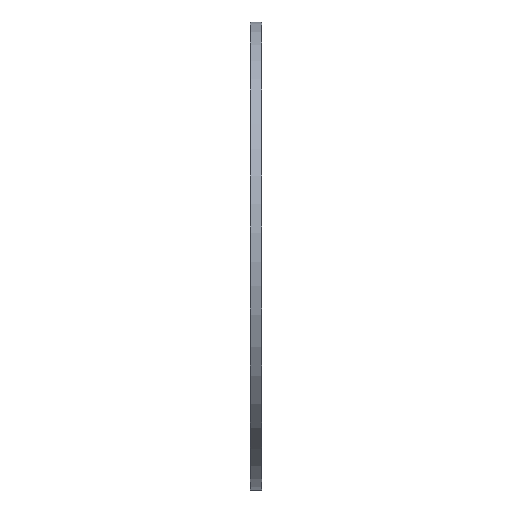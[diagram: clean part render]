
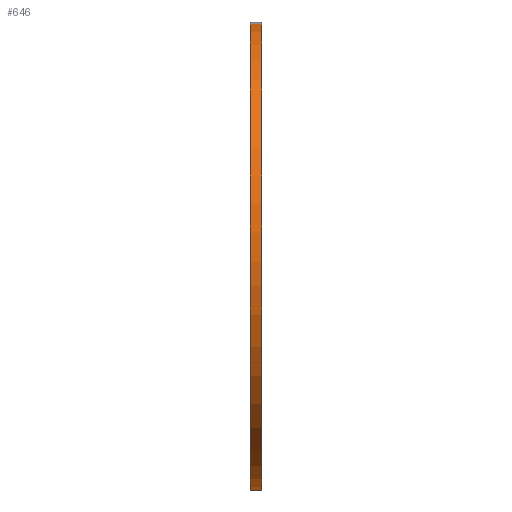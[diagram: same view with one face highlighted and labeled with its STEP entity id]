
A CAD part, top view. The second image highlights one B-rep face of the part: STEP entity #646.
In plain terms, the highlighted free-form (B-spline) face has degree [3, 1] with [16, 2] control points.
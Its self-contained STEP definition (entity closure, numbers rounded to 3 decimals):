
#1 = B_SPLINE_CURVE_WITH_KNOTS ( 'NONE', 3,
 ( #274, #587, #602, #479, #57, #678, #1006, #793, #152, #580, #908, #778, #1107, #260, #1228, #690 ),
 .UNSPECIFIED., .F., .F.,
 ( 4, 1, 1, 1, 1, 1, 1, 1, 1, 1, 1, 1, 1, 4 ),
 ( 0., 0.015, 0.028, 0.043, 0.058, 0.09, 0.11, 0.127, 0.152, 0.195, 0.247, 0.36, 0.475, 0.5 ),
 .UNSPECIFIED. ) ;
#5 = VECTOR ( 'NONE', #985, 1000. ) ;
#54 = EDGE_LOOP ( 'NONE', ( #1157, #674, #94, #1316 ) ) ;
#57 = CARTESIAN_POINT ( 'NONE',  ( 5., 111.915, 72.853 ) ) ;
#66 = DIRECTION ( 'NONE',  ( -1., 0., 0. ) ) ;
#73 = CARTESIAN_POINT ( 'NONE',  ( 0., 86.624, 105.588 ) ) ;
#78 = CARTESIAN_POINT ( 'NONE',  ( 5., 105.696, 84.18 ) ) ;
#80 = CARTESIAN_POINT ( 'NONE',  ( 0., 105.696, 84.18 ) ) ;
#90 = CARTESIAN_POINT ( 'NONE',  ( 5., 60.938, 122.556 ) ) ;
#94 = ORIENTED_EDGE ( 'NONE', *, *, #834, .T. ) ;
#95 = CARTESIAN_POINT ( 'NONE',  ( 0., 117.897, 56.124 ) ) ;
#102 = VECTOR ( 'NONE', #66, 1000. ) ;
#152 = CARTESIAN_POINT ( 'NONE',  ( 5., 76.146, 113.41 ) ) ;
#179 = CARTESIAN_POINT ( 'NONE',  ( 0., -7.193, 132.053 ) ) ;
#184 = CARTESIAN_POINT ( 'NONE',  ( 5., -64.883, 105.989 ) ) ;
#256 = LINE ( 'NONE', #429, #5 ) ;
#260 = CARTESIAN_POINT ( 'NONE',  ( 5., -90.615, 54.284 ) ) ;
#266 = CARTESIAN_POINT ( 'NONE',  ( 5., 119.548, 47.234 ) ) ;
#274 = CARTESIAN_POINT ( 'NONE',  ( 5., 119.548, 47.234 ) ) ;
#276 = CARTESIAN_POINT ( 'NONE',  ( 0., 36.72, 129.872 ) ) ;
#280 = CARTESIAN_POINT ( 'NONE',  ( 0., 60.938, 122.556 ) ) ;
#287 = CARTESIAN_POINT ( 'NONE',  ( 5., 119.073, 50.421 ) ) ;
#293 = CARTESIAN_POINT ( 'NONE',  ( 0., 86.624, 105.588 ) ) ;
#299 = EDGE_CURVE ( 'NONE', #576, #1322, #553, .T. ) ;
#303 = CARTESIAN_POINT ( 'NONE',  ( 5., 36.72, 129.872 ) ) ;
#363 = CARTESIAN_POINT ( 'NONE',  ( 0., 119.548, 47.234 ) ) ;
#384 = CARTESIAN_POINT ( 'NONE',  ( 0., -7.193, 132.053 ) ) ;
#395 = FACE_OUTER_BOUND ( 'NONE', #54, .T. ) ;
#396 = B_SPLINE_SURFACE_WITH_KNOTS ( 'NONE', 3, 1, ( 
 ( #1136, #626 ),
 ( #287, #921 ),
 ( #1047, #95 ),
 ( #1028, #515 ),
 ( #828, #930 ),
 ( #78, #1241 ),
 ( #1264, #407 ),
 ( #824, #293 ),
 ( #613, #621 ),
 ( #90, #280 ),
 ( #303, #710 ),
 ( #914, #179 ),
 ( #184, #606 ),
 ( #936, #633 ),
 ( #1352, #1269 ),
 ( #942, #717 ) ),
 .UNSPECIFIED., .F., .F., .F.,
 ( 4, 1, 1, 1, 1, 1, 1, 1, 1, 1, 1, 1, 1, 4 ),
 ( 2, 2 ),
 ( 0., 0.015, 0.028, 0.043, 0.058, 0.09, 0.11, 0.127, 0.152, 0.195, 0.247, 0.36, 0.475, 0.5 ),
 ( 0., 1. ),
 .UNSPECIFIED. ) ;
#407 = CARTESIAN_POINT ( 'NONE',  ( 0., 97.156, 95.548 ) ) ;
#429 = CARTESIAN_POINT ( 'NONE',  ( 5., -90.542, 19.253 ) ) ;
#469 = CARTESIAN_POINT ( 'NONE',  ( 0., 119.548, 47.234 ) ) ;
#474 = CARTESIAN_POINT ( 'NONE',  ( 0., -64.883, 105.989 ) ) ;
#479 = CARTESIAN_POINT ( 'NONE',  ( 5., 115.308, 64.645 ) ) ;
#480 = CARTESIAN_POINT ( 'NONE',  ( 0., -90.615, 54.284 ) ) ;
#515 = CARTESIAN_POINT ( 'NONE',  ( 0., 115.308, 64.645 ) ) ;
#553 = B_SPLINE_CURVE_WITH_KNOTS ( 'NONE', 3,
 ( #363, #788, #1223, #648, #1077, #80, #1346, #73, #1229, #932, #276, #384, #474, #480, #712, #811 ),
 .UNSPECIFIED., .F., .F.,
 ( 4, 1, 1, 1, 1, 1, 1, 1, 1, 1, 1, 1, 1, 4 ),
 ( 0., 0.015, 0.028, 0.043, 0.058, 0.09, 0.11, 0.127, 0.152, 0.195, 0.247, 0.36, 0.475, 0.5 ),
 .UNSPECIFIED. ) ;
#559 = CARTESIAN_POINT ( 'NONE',  ( 5., 119.548, 47.234 ) ) ;
#576 = VERTEX_POINT ( 'NONE', #469 ) ;
#580 = CARTESIAN_POINT ( 'NONE',  ( 5., 60.938, 122.556 ) ) ;
#587 = CARTESIAN_POINT ( 'NONE',  ( 5., 119.073, 50.421 ) ) ;
#602 = CARTESIAN_POINT ( 'NONE',  ( 5., 117.897, 56.124 ) ) ;
#606 = CARTESIAN_POINT ( 'NONE',  ( 0., -64.883, 105.989 ) ) ;
#613 = CARTESIAN_POINT ( 'NONE',  ( 5., 76.146, 113.41 ) ) ;
#621 = CARTESIAN_POINT ( 'NONE',  ( 0., 76.146, 113.41 ) ) ;
#626 = CARTESIAN_POINT ( 'NONE',  ( 0., 119.548, 47.234 ) ) ;
#633 = CARTESIAN_POINT ( 'NONE',  ( 0., -90.615, 54.284 ) ) ;
#646 = ADVANCED_FACE ( 'NONE', ( #395 ), #396, .F. ) ;
#648 = CARTESIAN_POINT ( 'NONE',  ( 0., 115.308, 64.645 ) ) ;
#674 = ORIENTED_EDGE ( 'NONE', *, *, #863, .F. ) ;
#678 = CARTESIAN_POINT ( 'NONE',  ( 5., 105.696, 84.18 ) ) ;
#690 = CARTESIAN_POINT ( 'NONE',  ( 5., -90.542, 19.253 ) ) ;
#710 = CARTESIAN_POINT ( 'NONE',  ( 0., 36.72, 129.872 ) ) ;
#712 = CARTESIAN_POINT ( 'NONE',  ( 0., -90.939, 24.587 ) ) ;
#717 = CARTESIAN_POINT ( 'NONE',  ( 0., -90.542, 19.253 ) ) ;
#778 = CARTESIAN_POINT ( 'NONE',  ( 5., -7.193, 132.053 ) ) ;
#788 = CARTESIAN_POINT ( 'NONE',  ( 0., 119.073, 50.421 ) ) ;
#793 = CARTESIAN_POINT ( 'NONE',  ( 5., 86.624, 105.588 ) ) ;
#811 = CARTESIAN_POINT ( 'NONE',  ( 0., -90.542, 19.253 ) ) ;
#824 = CARTESIAN_POINT ( 'NONE',  ( 5., 86.624, 105.588 ) ) ;
#828 = CARTESIAN_POINT ( 'NONE',  ( 5., 111.915, 72.853 ) ) ;
#834 = EDGE_CURVE ( 'NONE', #1170, #576, #1345, .T. ) ;
#863 = EDGE_CURVE ( 'NONE', #1170, #1209, #1, .T. ) ;
#908 = CARTESIAN_POINT ( 'NONE',  ( 5., 36.72, 129.872 ) ) ;
#914 = CARTESIAN_POINT ( 'NONE',  ( 5., -7.193, 132.053 ) ) ;
#921 = CARTESIAN_POINT ( 'NONE',  ( 0., 119.073, 50.421 ) ) ;
#930 = CARTESIAN_POINT ( 'NONE',  ( 0., 111.915, 72.853 ) ) ;
#932 = CARTESIAN_POINT ( 'NONE',  ( 0., 60.938, 122.556 ) ) ;
#936 = CARTESIAN_POINT ( 'NONE',  ( 5., -90.615, 54.284 ) ) ;
#942 = CARTESIAN_POINT ( 'NONE',  ( 5., -90.542, 19.253 ) ) ;
#985 = DIRECTION ( 'NONE',  ( -1., 0., 0. ) ) ;
#995 = CARTESIAN_POINT ( 'NONE',  ( 5., -90.542, 19.253 ) ) ;
#1006 = CARTESIAN_POINT ( 'NONE',  ( 5., 97.156, 95.548 ) ) ;
#1028 = CARTESIAN_POINT ( 'NONE',  ( 5., 115.308, 64.645 ) ) ;
#1047 = CARTESIAN_POINT ( 'NONE',  ( 5., 117.897, 56.124 ) ) ;
#1077 = CARTESIAN_POINT ( 'NONE',  ( 0., 111.915, 72.853 ) ) ;
#1107 = CARTESIAN_POINT ( 'NONE',  ( 5., -64.883, 105.989 ) ) ;
#1136 = CARTESIAN_POINT ( 'NONE',  ( 5., 119.548, 47.234 ) ) ;
#1139 = CARTESIAN_POINT ( 'NONE',  ( 0., -90.542, 19.253 ) ) ;
#1157 = ORIENTED_EDGE ( 'NONE', *, *, #1270, .F. ) ;
#1170 = VERTEX_POINT ( 'NONE', #559 ) ;
#1209 = VERTEX_POINT ( 'NONE', #995 ) ;
#1223 = CARTESIAN_POINT ( 'NONE',  ( 0., 117.897, 56.124 ) ) ;
#1228 = CARTESIAN_POINT ( 'NONE',  ( 5., -90.939, 24.587 ) ) ;
#1229 = CARTESIAN_POINT ( 'NONE',  ( 0., 76.146, 113.41 ) ) ;
#1241 = CARTESIAN_POINT ( 'NONE',  ( 0., 105.696, 84.18 ) ) ;
#1264 = CARTESIAN_POINT ( 'NONE',  ( 5., 97.156, 95.548 ) ) ;
#1269 = CARTESIAN_POINT ( 'NONE',  ( 0., -90.939, 24.587 ) ) ;
#1270 = EDGE_CURVE ( 'NONE', #1209, #1322, #256, .T. ) ;
#1316 = ORIENTED_EDGE ( 'NONE', *, *, #299, .T. ) ;
#1322 = VERTEX_POINT ( 'NONE', #1139 ) ;
#1345 = LINE ( 'NONE', #266, #102 ) ;
#1346 = CARTESIAN_POINT ( 'NONE',  ( 0., 97.156, 95.548 ) ) ;
#1352 = CARTESIAN_POINT ( 'NONE',  ( 5., -90.939, 24.587 ) ) ;
